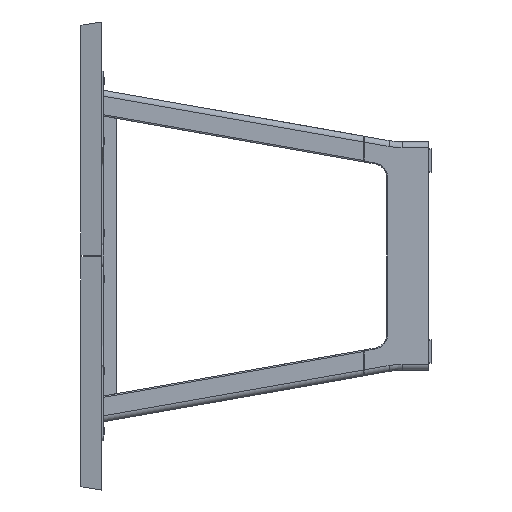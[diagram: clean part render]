
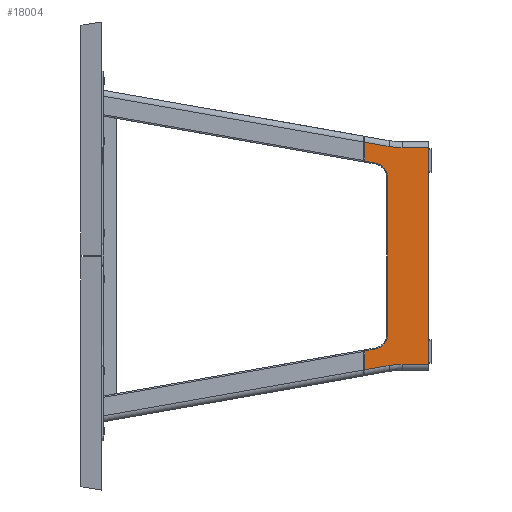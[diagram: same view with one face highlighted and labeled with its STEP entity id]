
A CAD part, left-side view. The second image highlights one B-rep face of the part: STEP entity #18004.
In plain terms, the highlighted planar face has unit normal (-1, 0, 0).
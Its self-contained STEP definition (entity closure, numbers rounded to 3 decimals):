
#396 = EDGE_CURVE ( 'NONE', #28901, #46313, #9108, .T. ) ;
#888 = CARTESIAN_POINT ( 'NONE',  ( -976.873, -592.107, -246.64 ) ) ;
#967 = CARTESIAN_POINT ( 'NONE',  ( -976.873, -730.107, -234.843 ) ) ;
#1386 = VERTEX_POINT ( 'NONE', #15560 ) ;
#1934 = VERTEX_POINT ( 'NONE', #9659 ) ;
#4642 = CIRCLE ( 'NONE', #60097, 162.5 ) ;
#6098 = EDGE_CURVE ( 'NONE', #1386, #13154, #55055, .T. ) ;
#6393 = EDGE_CURVE ( 'NONE', #33700, #57286, #4642, .T. ) ;
#6569 = VECTOR ( 'NONE', #9671, 1000. ) ;
#6735 = ORIENTED_EDGE ( 'NONE', *, *, #51229, .T. ) ;
#8065 = AXIS2_PLACEMENT_3D ( 'NONE', #26804, #17067, #40535 ) ;
#9009 = CIRCLE ( 'NONE', #8065, 162.5 ) ;
#9108 = LINE ( 'NONE', #27677, #57503 ) ;
#9659 = CARTESIAN_POINT ( 'NONE',  ( -976.873, -645.013, 237.312 ) ) ;
#9671 = DIRECTION ( 'NONE',  ( 0., -0.985, -0.174 ) ) ;
#10219 = CIRCLE ( 'NONE', #19931, 32. ) ;
#10274 = VECTOR ( 'NONE', #20601, 1000. ) ;
#10581 = CARTESIAN_POINT ( 'NONE',  ( -976.873, -592.107, -205.516 ) ) ;
#10746 = CARTESIAN_POINT ( 'NONE',  ( -976.873, -729.607, 234.843 ) ) ;
#11255 = ORIENTED_EDGE ( 'NONE', *, *, #33019, .T. ) ;
#11937 = DIRECTION ( 'NONE',  ( 0., 0., -1. ) ) ;
#12685 = CARTESIAN_POINT ( 'NONE',  ( -976.873, -673.231, 234.843 ) ) ;
#13061 = CARTESIAN_POINT ( 'NONE',  ( -976.873, -590.107, -259.686 ) ) ;
#13113 = VECTOR ( 'NONE', #38134, 1000. ) ;
#13154 = VERTEX_POINT ( 'NONE', #28205 ) ;
#13355 = DIRECTION ( 'NONE',  ( 0., 0., -1. ) ) ;
#13481 = DIRECTION ( 'NONE',  ( 1., 0., 0. ) ) ;
#13825 = VERTEX_POINT ( 'NONE', #45738 ) ;
#14118 = VERTEX_POINT ( 'NONE', #34983 ) ;
#14168 = ORIENTED_EDGE ( 'NONE', *, *, #28893, .T. ) ;
#15560 = CARTESIAN_POINT ( 'NONE',  ( -976.873, -592.107, 205.516 ) ) ;
#16253 = VECTOR ( 'NONE', #28109, 1000. ) ;
#16510 = LINE ( 'NONE', #35408, #19317 ) ;
#17067 = DIRECTION ( 'NONE',  ( 1., 0., 0. ) ) ;
#17639 = PLANE ( 'NONE',  #53712 ) ;
#18004 = ADVANCED_FACE ( 'NONE', ( #27978 ), #17639, .F. ) ;
#19317 = VECTOR ( 'NONE', #11937, 1000. ) ;
#19931 = AXIS2_PLACEMENT_3D ( 'NONE', #55206, #13481, #22925 ) ;
#20462 = DIRECTION ( 'NONE',  ( 1., 0., 0. ) ) ;
#20601 = DIRECTION ( 'NONE',  ( 0., 0.985, 0.174 ) ) ;
#21289 = DIRECTION ( 'NONE',  ( 0., 0.985, -0.174 ) ) ;
#22649 = CARTESIAN_POINT ( 'NONE',  ( -976.873, -642.107, -259.686 ) ) ;
#22925 = DIRECTION ( 'NONE',  ( 0., 0., -1. ) ) ;
#25202 = LINE ( 'NONE', #34636, #30572 ) ;
#25628 = EDGE_CURVE ( 'NONE', #46313, #33700, #30101, .T. ) ;
#25980 = ORIENTED_EDGE ( 'NONE', *, *, #34251, .T. ) ;
#26804 = CARTESIAN_POINT ( 'NONE',  ( -976.873, -673.231, 397.343 ) ) ;
#27280 = ORIENTED_EDGE ( 'NONE', *, *, #57476, .T. ) ;
#27677 = CARTESIAN_POINT ( 'NONE',  ( -976.873, -592.107, -259.686 ) ) ;
#27978 = FACE_OUTER_BOUND ( 'NONE', #33604, .T. ) ;
#28109 = DIRECTION ( 'NONE',  ( 0., 0., -1. ) ) ;
#28205 = CARTESIAN_POINT ( 'NONE',  ( -976.873, -615.664, 201.362 ) ) ;
#28893 = EDGE_CURVE ( 'NONE', #14118, #50147, #25202, .T. ) ;
#28901 = VERTEX_POINT ( 'NONE', #10581 ) ;
#29385 = AXIS2_PLACEMENT_3D ( 'NONE', #43606, #20462, #57587 ) ;
#30101 = LINE ( 'NONE', #53522, #35356 ) ;
#30351 = DIRECTION ( 'NONE',  ( 0., 0., -1. ) ) ;
#30572 = VECTOR ( 'NONE', #56865, 1000. ) ;
#30630 = LINE ( 'NONE', #58328, #10274 ) ;
#30958 = DIRECTION ( 'NONE',  ( 1., 0., 0. ) ) ;
#31648 = DIRECTION ( 'NONE',  ( 1., 0., 0. ) ) ;
#31791 = LINE ( 'NONE', #22649, #16253 ) ;
#32446 = EDGE_CURVE ( 'NONE', #57286, #14118, #37845, .T. ) ;
#32959 = CARTESIAN_POINT ( 'NONE',  ( -976.873, -673.231, -234.843 ) ) ;
#33019 = EDGE_CURVE ( 'NONE', #34257, #28901, #54454, .T. ) ;
#33604 = EDGE_LOOP ( 'NONE', ( #48752, #54892, #50691, #40052, #25980, #54065, #11255, #42773, #44842, #44562, #53217, #14168, #6735, #27280 ) ) ;
#33700 = VERTEX_POINT ( 'NONE', #43548 ) ;
#34251 = EDGE_CURVE ( 'NONE', #37814, #49490, #31791, .T. ) ;
#34257 = VERTEX_POINT ( 'NONE', #41227 ) ;
#34636 = CARTESIAN_POINT ( 'NONE',  ( -976.873, -729.607, -259.686 ) ) ;
#34983 = CARTESIAN_POINT ( 'NONE',  ( -976.873, -729.607, -234.843 ) ) ;
#35262 = DIRECTION ( 'NONE',  ( 0., 1., 0. ) ) ;
#35356 = VECTOR ( 'NONE', #44390, 1000. ) ;
#35408 = CARTESIAN_POINT ( 'NONE',  ( -976.873, -592.107, -259.686 ) ) ;
#37519 = VECTOR ( 'NONE', #21289, 1000. ) ;
#37814 = VERTEX_POINT ( 'NONE', #45327 ) ;
#37845 = LINE ( 'NONE', #967, #13113 ) ;
#38134 = DIRECTION ( 'NONE',  ( 0., -1., 0. ) ) ;
#40052 = ORIENTED_EDGE ( 'NONE', *, *, #40722, .T. ) ;
#40535 = DIRECTION ( 'NONE',  ( 0., 0., -1. ) ) ;
#40722 = EDGE_CURVE ( 'NONE', #13154, #37814, #10219, .T. ) ;
#41066 = CARTESIAN_POINT ( 'NONE',  ( -976.873, -669.722, 191.83 ) ) ;
#41227 = CARTESIAN_POINT ( 'NONE',  ( -976.873, -615.664, -201.362 ) ) ;
#42647 = CARTESIAN_POINT ( 'NONE',  ( -976.873, -642.107, -169.848 ) ) ;
#42773 = ORIENTED_EDGE ( 'NONE', *, *, #396, .T. ) ;
#43548 = CARTESIAN_POINT ( 'NONE',  ( -976.873, -645.013, -237.312 ) ) ;
#43606 = CARTESIAN_POINT ( 'NONE',  ( -976.873, -610.107, -169.848 ) ) ;
#44390 = DIRECTION ( 'NONE',  ( 0., -0.985, 0.174 ) ) ;
#44562 = ORIENTED_EDGE ( 'NONE', *, *, #6393, .T. ) ;
#44842 = ORIENTED_EDGE ( 'NONE', *, *, #25628, .T. ) ;
#45271 = LINE ( 'NONE', #12685, #60283 ) ;
#45327 = CARTESIAN_POINT ( 'NONE',  ( -976.873, -642.107, 169.848 ) ) ;
#45738 = CARTESIAN_POINT ( 'NONE',  ( -976.873, -592.107, 246.64 ) ) ;
#46313 = VERTEX_POINT ( 'NONE', #888 ) ;
#48329 = CARTESIAN_POINT ( 'NONE',  ( -976.873, -673.231, -397.343 ) ) ;
#48752 = ORIENTED_EDGE ( 'NONE', *, *, #56503, .T. ) ;
#49490 = VERTEX_POINT ( 'NONE', #42647 ) ;
#49585 = CARTESIAN_POINT ( 'NONE',  ( -976.873, -580.904, -207.491 ) ) ;
#50147 = VERTEX_POINT ( 'NONE', #10746 ) ;
#50400 = EDGE_CURVE ( 'NONE', #13825, #1386, #16510, .T. ) ;
#50691 = ORIENTED_EDGE ( 'NONE', *, *, #6098, .T. ) ;
#51229 = EDGE_CURVE ( 'NONE', #50147, #57337, #45271, .T. ) ;
#53217 = ORIENTED_EDGE ( 'NONE', *, *, #32446, .T. ) ;
#53522 = CARTESIAN_POINT ( 'NONE',  ( -976.873, -587.937, -247.376 ) ) ;
#53712 = AXIS2_PLACEMENT_3D ( 'NONE', #13061, #31648, #13355 ) ;
#54065 = ORIENTED_EDGE ( 'NONE', *, *, #54572, .T. ) ;
#54454 = LINE ( 'NONE', #49585, #37519 ) ;
#54572 = EDGE_CURVE ( 'NONE', #49490, #34257, #56597, .T. ) ;
#54892 = ORIENTED_EDGE ( 'NONE', *, *, #50400, .T. ) ;
#55055 = LINE ( 'NONE', #41066, #6569 ) ;
#55206 = CARTESIAN_POINT ( 'NONE',  ( -976.873, -610.107, 169.848 ) ) ;
#55686 = DIRECTION ( 'NONE',  ( 0., 0., -1. ) ) ;
#56503 = EDGE_CURVE ( 'NONE', #1934, #13825, #30630, .T. ) ;
#56597 = CIRCLE ( 'NONE', #29385, 32. ) ;
#56865 = DIRECTION ( 'NONE',  ( 0., 0., 1. ) ) ;
#57286 = VERTEX_POINT ( 'NONE', #32959 ) ;
#57337 = VERTEX_POINT ( 'NONE', #57585 ) ;
#57476 = EDGE_CURVE ( 'NONE', #57337, #1934, #9009, .T. ) ;
#57503 = VECTOR ( 'NONE', #55686, 1000. ) ;
#57585 = CARTESIAN_POINT ( 'NONE',  ( -976.873, -673.231, 234.843 ) ) ;
#57587 = DIRECTION ( 'NONE',  ( 0., 0., -1. ) ) ;
#58328 = CARTESIAN_POINT ( 'NONE',  ( -976.873, -676.755, 231.715 ) ) ;
#60097 = AXIS2_PLACEMENT_3D ( 'NONE', #48329, #30958, #30351 ) ;
#60283 = VECTOR ( 'NONE', #35262, 1000. ) ;
